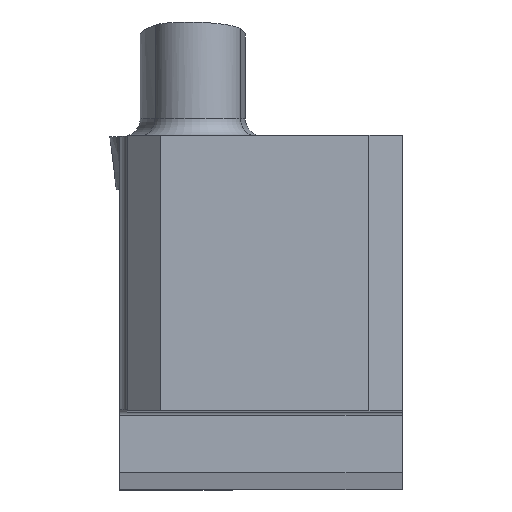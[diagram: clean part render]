
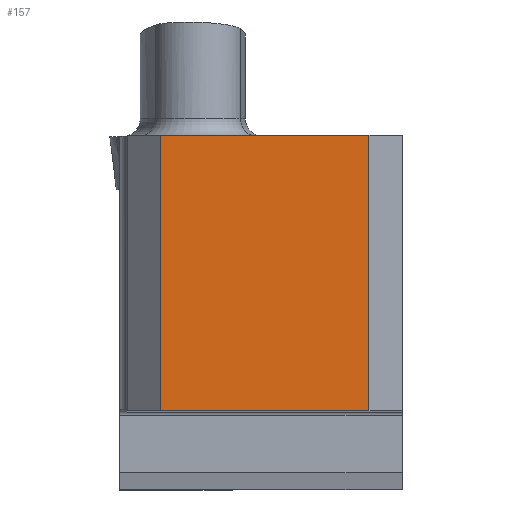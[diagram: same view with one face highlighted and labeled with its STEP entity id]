
A CAD part, top view. The second image highlights one B-rep face of the part: STEP entity #157.
In plain terms, the highlighted planar face has unit normal (0, 0, 1).
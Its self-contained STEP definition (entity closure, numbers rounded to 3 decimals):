
#157=ADVANCED_FACE('CU_BACK_SU1',(#223),#192,.F.);
#192=PLANE('',#978);
#223=FACE_OUTER_BOUND('',#262,.T.);
#262=EDGE_LOOP('',(#458,#459,#460,#461));
#458=ORIENTED_EDGE('',*,*,#725,.F.);
#459=ORIENTED_EDGE('',*,*,#726,.T.);
#460=ORIENTED_EDGE('',*,*,#727,.T.);
#461=ORIENTED_EDGE('',*,*,#728,.F.);
#629=VERTEX_POINT('',#1538);
#630=VERTEX_POINT('',#1539);
#631=VERTEX_POINT('',#1541);
#632=VERTEX_POINT('',#1543);
#725=EDGE_CURVE('',#629,#630,#805,.T.);
#726=EDGE_CURVE('',#629,#631,#806,.T.);
#727=EDGE_CURVE('',#631,#632,#807,.T.);
#728=EDGE_CURVE('',#630,#632,#808,.T.);
#805=LINE('',#1537,#865);
#806=LINE('',#1540,#866);
#807=LINE('',#1542,#867);
#808=LINE('',#1544,#868);
#865=VECTOR('',#1166,1.);
#866=VECTOR('',#1167,1.);
#867=VECTOR('',#1168,1.);
#868=VECTOR('',#1169,1.);
#978=AXIS2_PLACEMENT_3D('',#1545,#1170,#1171);
#1166=DIRECTION('',(0.,1.,0.));
#1167=DIRECTION('',(1.,0.,0.));
#1168=DIRECTION('',(0.,1.,0.));
#1169=DIRECTION('',(1.,0.,0.));
#1170=DIRECTION('',(0.,0.,-1.));
#1171=DIRECTION('',(-1.,0.,0.));
#1537=CARTESIAN_POINT('',(-21.925,0.,0.));
#1538=CARTESIAN_POINT('',(-21.925,0.,0.));
#1539=CARTESIAN_POINT('',(-21.925,24.925,0.));
#1540=CARTESIAN_POINT('',(-110.,0.,0.));
#1541=CARTESIAN_POINT('',(-3.,0.,0.));
#1542=CARTESIAN_POINT('',(-3.,0.,0.));
#1543=CARTESIAN_POINT('',(-3.,24.925,0.));
#1544=CARTESIAN_POINT('',(-110.,24.925,0.));
#1545=CARTESIAN_POINT('',(23.246,44.925,0.));
